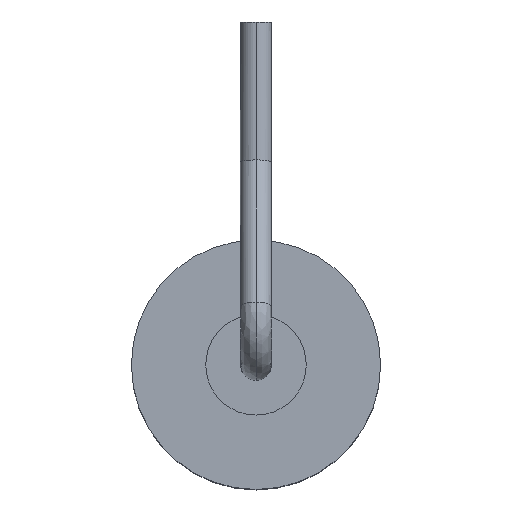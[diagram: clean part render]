
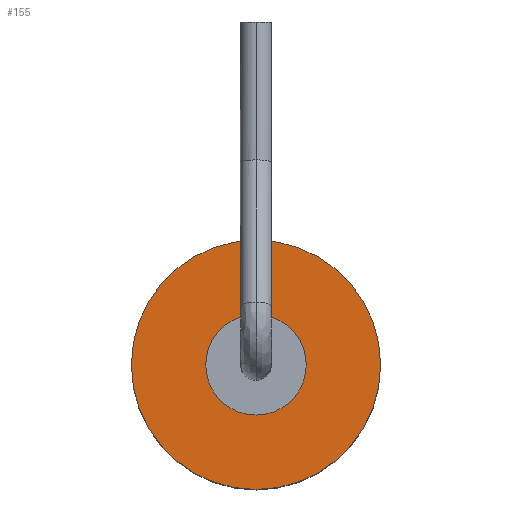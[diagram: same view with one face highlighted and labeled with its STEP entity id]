
A CAD part, top view. The second image highlights one B-rep face of the part: STEP entity #155.
In plain terms, the highlighted planar face has unit normal (0, 0, 1).
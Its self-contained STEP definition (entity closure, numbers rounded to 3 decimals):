
#8 = AXIS2_PLACEMENT_3D ( 'NONE', #1239, #64, #279 ) ;
#35 = VERTEX_POINT ( 'NONE', #1141 ) ;
#51 = AXIS2_PLACEMENT_3D ( 'NONE', #1347, #1009, #793 ) ;
#64 = DIRECTION ( 'NONE',  ( 0., 0., 1. ) ) ;
#149 = DIRECTION ( 'NONE',  ( -1., 0., 0. ) ) ;
#155 = ADVANCED_FACE ( 'NONE', ( #607, #517 ), #1223, .T. ) ;
#158 = AXIS2_PLACEMENT_3D ( 'NONE', #1140, #496, #1358 ) ;
#163 = ORIENTED_EDGE ( 'NONE', *, *, #993, .F. ) ;
#183 = VERTEX_POINT ( 'NONE', #387 ) ;
#205 = EDGE_CURVE ( 'NONE', #231, #1058, #1337, .T. ) ;
#221 = EDGE_LOOP ( 'NONE', ( #449, #429 ) ) ;
#231 = VERTEX_POINT ( 'NONE', #1353 ) ;
#272 = AXIS2_PLACEMENT_3D ( 'NONE', #1272, #952, #831 ) ;
#279 = DIRECTION ( 'NONE',  ( 1., 0., 0. ) ) ;
#358 = CARTESIAN_POINT ( 'NONE',  ( 0., 0., 5. ) ) ;
#361 = DIRECTION ( 'NONE',  ( 0., 0., -1. ) ) ;
#387 = CARTESIAN_POINT ( 'NONE',  ( 3.999, 0., 5. ) ) ;
#391 = AXIS2_PLACEMENT_3D ( 'NONE', #358, #361, #149 ) ;
#429 = ORIENTED_EDGE ( 'NONE', *, *, #205, .T. ) ;
#449 = ORIENTED_EDGE ( 'NONE', *, *, #1124, .T. ) ;
#488 = CIRCLE ( 'NONE', #391, 3.999 ) ;
#496 = DIRECTION ( 'NONE',  ( 0., 0., -1. ) ) ;
#517 = FACE_OUTER_BOUND ( 'NONE', #1019, .T. ) ;
#527 = CARTESIAN_POINT ( 'NONE',  ( -1.613, 0., 5. ) ) ;
#585 = CIRCLE ( 'NONE', #158, 1.613 ) ;
#607 = FACE_BOUND ( 'NONE', #221, .T. ) ;
#641 = ORIENTED_EDGE ( 'NONE', *, *, #740, .F. ) ;
#740 = EDGE_CURVE ( 'NONE', #35, #183, #488, .T. ) ;
#793 = DIRECTION ( 'NONE',  ( -1., 0., 0. ) ) ;
#831 = DIRECTION ( 'NONE',  ( -1., 0., 0. ) ) ;
#952 = DIRECTION ( 'NONE',  ( 0., 0., -1. ) ) ;
#993 = EDGE_CURVE ( 'NONE', #183, #35, #1027, .T. ) ;
#1009 = DIRECTION ( 'NONE',  ( 0., 0., -1. ) ) ;
#1019 = EDGE_LOOP ( 'NONE', ( #641, #163 ) ) ;
#1027 = CIRCLE ( 'NONE', #272, 3.999 ) ;
#1058 = VERTEX_POINT ( 'NONE', #527 ) ;
#1124 = EDGE_CURVE ( 'NONE', #1058, #231, #585, .T. ) ;
#1140 = CARTESIAN_POINT ( 'NONE',  ( 0., 0., 5. ) ) ;
#1141 = CARTESIAN_POINT ( 'NONE',  ( -3.999, 0., 5. ) ) ;
#1223 = PLANE ( 'NONE',  #8 ) ;
#1239 = CARTESIAN_POINT ( 'NONE',  ( 0., 0., 5. ) ) ;
#1272 = CARTESIAN_POINT ( 'NONE',  ( 0., 0., 5. ) ) ;
#1337 = CIRCLE ( 'NONE', #51, 1.613 ) ;
#1347 = CARTESIAN_POINT ( 'NONE',  ( 0., 0., 5. ) ) ;
#1353 = CARTESIAN_POINT ( 'NONE',  ( 1.613, 0., 5. ) ) ;
#1358 = DIRECTION ( 'NONE',  ( -1., 0., 0. ) ) ;
